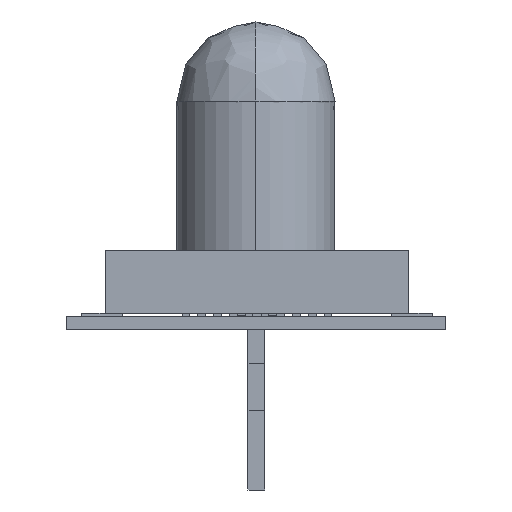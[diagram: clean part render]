
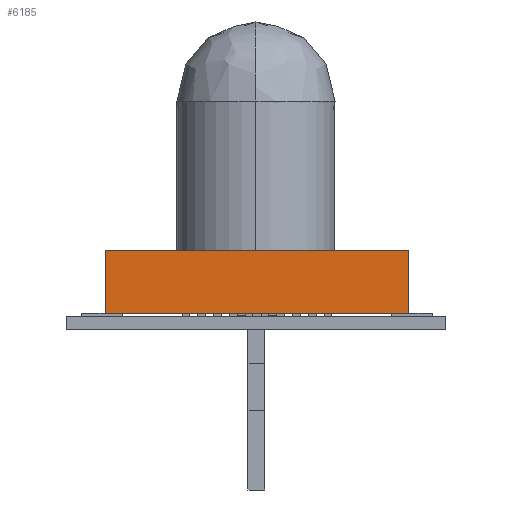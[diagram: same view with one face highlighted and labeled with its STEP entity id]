
A CAD part, left-side view. The second image highlights one B-rep face of the part: STEP entity #6185.
In plain terms, the highlighted face is planar.
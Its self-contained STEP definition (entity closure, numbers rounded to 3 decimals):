
#6185 = ADVANCED_FACE('',(#6186),#6220,.F.);
#6186 = FACE_BOUND('',#6187,.F.);
#6187 = EDGE_LOOP('',(#6188,#6198,#6206,#6214));
#6188 = ORIENTED_EDGE('',*,*,#6189,.T.);
#6189 = EDGE_CURVE('',#6190,#6192,#6194,.T.);
#6190 = VERTEX_POINT('',#6191);
#6191 = CARTESIAN_POINT('',(-4.8,-2.2,0.));
#6192 = VERTEX_POINT('',#6193);
#6193 = CARTESIAN_POINT('',(-4.8,-2.2,2.));
#6194 = LINE('',#6195,#6196);
#6195 = CARTESIAN_POINT('',(-4.8,-2.2,0.));
#6196 = VECTOR('',#6197,1.);
#6197 = DIRECTION('',(0.,0.,1.));
#6198 = ORIENTED_EDGE('',*,*,#6199,.T.);
#6199 = EDGE_CURVE('',#6192,#6200,#6202,.T.);
#6200 = VERTEX_POINT('',#6201);
#6201 = CARTESIAN_POINT('',(4.8,-2.2,2.));
#6202 = LINE('',#6203,#6204);
#6203 = CARTESIAN_POINT('',(-4.8,-2.2,2.));
#6204 = VECTOR('',#6205,1.);
#6205 = DIRECTION('',(1.,0.,0.));
#6206 = ORIENTED_EDGE('',*,*,#6207,.F.);
#6207 = EDGE_CURVE('',#6208,#6200,#6210,.T.);
#6208 = VERTEX_POINT('',#6209);
#6209 = CARTESIAN_POINT('',(4.8,-2.2,0.));
#6210 = LINE('',#6211,#6212);
#6211 = CARTESIAN_POINT('',(4.8,-2.2,0.));
#6212 = VECTOR('',#6213,1.);
#6213 = DIRECTION('',(0.,0.,1.));
#6214 = ORIENTED_EDGE('',*,*,#6215,.F.);
#6215 = EDGE_CURVE('',#6190,#6208,#6216,.T.);
#6216 = LINE('',#6217,#6218);
#6217 = CARTESIAN_POINT('',(-4.8,-2.2,0.));
#6218 = VECTOR('',#6219,1.);
#6219 = DIRECTION('',(1.,0.,0.));
#6220 = PLANE('',#6221);
#6221 = AXIS2_PLACEMENT_3D('',#6222,#6223,#6224);
#6222 = CARTESIAN_POINT('',(-4.8,-2.2,0.));
#6223 = DIRECTION('',(0.,1.,0.));
#6224 = DIRECTION('',(1.,0.,0.));
